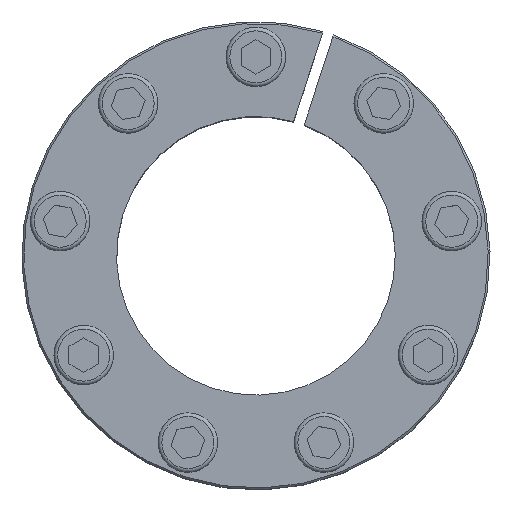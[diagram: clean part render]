
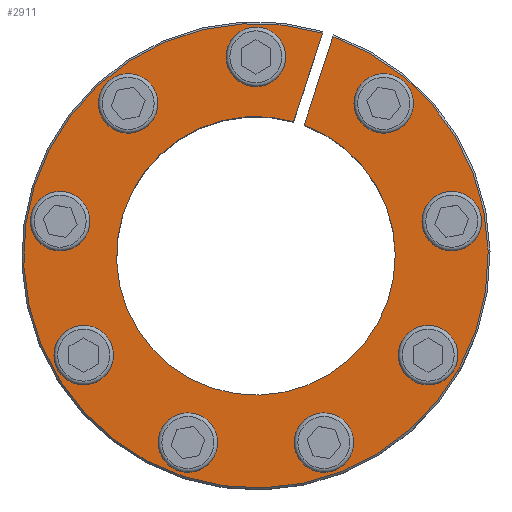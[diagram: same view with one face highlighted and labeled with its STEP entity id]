
A CAD part, top view. The second image highlights one B-rep face of the part: STEP entity #2911.
In plain terms, the highlighted planar face has unit normal (0, 0, 1).
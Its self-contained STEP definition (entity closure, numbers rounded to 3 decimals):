
#223=LINE('',#5435,#427);
#227=LINE('',#5444,#431);
#427=VECTOR('',#3903,1.);
#431=VECTOR('',#3909,1.);
#538=PLANE('',#3219);
#622=FACE_BOUND('',#1054,.T.);
#623=FACE_BOUND('',#1055,.T.);
#624=FACE_BOUND('',#1056,.T.);
#625=FACE_BOUND('',#1057,.T.);
#626=FACE_BOUND('',#1058,.T.);
#627=FACE_BOUND('',#1059,.T.);
#628=FACE_BOUND('',#1060,.T.);
#629=FACE_BOUND('',#1061,.T.);
#630=FACE_BOUND('',#1062,.T.);
#827=FACE_OUTER_BOUND('',#1053,.T.);
#1053=EDGE_LOOP('',(#2544,#2545,#2546,#2547));
#1054=EDGE_LOOP('',(#2548));
#1055=EDGE_LOOP('',(#2549));
#1056=EDGE_LOOP('',(#2550));
#1057=EDGE_LOOP('',(#2551));
#1058=EDGE_LOOP('',(#2552));
#1059=EDGE_LOOP('',(#2553));
#1060=EDGE_LOOP('',(#2554));
#1061=EDGE_LOOP('',(#2555));
#1062=EDGE_LOOP('',(#2556));
#1069=CIRCLE('',#2951,8.);
#1076=CIRCLE('',#2971,8.);
#1083=CIRCLE('',#2991,8.);
#1090=CIRCLE('',#3011,8.);
#1097=CIRCLE('',#3031,8.);
#1104=CIRCLE('',#3051,8.);
#1111=CIRCLE('',#3071,8.);
#1118=CIRCLE('',#3091,8.);
#1125=CIRCLE('',#3111,8.);
#1184=CIRCLE('',#3216,62.5);
#1185=CIRCLE('',#3218,37.5);
#1207=VERTEX_POINT('',#4117);
#1229=VERTEX_POINT('',#4233);
#1251=VERTEX_POINT('',#4349);
#1273=VERTEX_POINT('',#4465);
#1295=VERTEX_POINT('',#4581);
#1317=VERTEX_POINT('',#4697);
#1339=VERTEX_POINT('',#4813);
#1361=VERTEX_POINT('',#4929);
#1383=VERTEX_POINT('',#5043);
#1417=VERTEX_POINT('',#5402);
#1431=VERTEX_POINT('',#5433);
#1433=VERTEX_POINT('',#5440);
#1435=VERTEX_POINT('',#5443);
#1477=EDGE_CURVE('',#1207,#1207,#1069,.T.);
#1505=EDGE_CURVE('',#1229,#1229,#1076,.T.);
#1533=EDGE_CURVE('',#1251,#1251,#1083,.T.);
#1561=EDGE_CURVE('',#1273,#1273,#1090,.T.);
#1589=EDGE_CURVE('',#1295,#1295,#1097,.T.);
#1617=EDGE_CURVE('',#1317,#1317,#1104,.T.);
#1645=EDGE_CURVE('',#1339,#1339,#1111,.T.);
#1673=EDGE_CURVE('',#1361,#1361,#1118,.T.);
#1701=EDGE_CURVE('',#1383,#1383,#1125,.T.);
#1779=EDGE_CURVE('',#1417,#1431,#223,.T.);
#1783=EDGE_CURVE('',#1435,#1433,#227,.T.);
#1817=EDGE_CURVE('',#1417,#1433,#1184,.T.);
#1818=EDGE_CURVE('',#1431,#1435,#1185,.T.);
#2544=ORIENTED_EDGE('',*,*,#1779,.T.);
#2545=ORIENTED_EDGE('',*,*,#1818,.T.);
#2546=ORIENTED_EDGE('',*,*,#1783,.T.);
#2547=ORIENTED_EDGE('',*,*,#1817,.F.);
#2548=ORIENTED_EDGE('',*,*,#1477,.T.);
#2549=ORIENTED_EDGE('',*,*,#1505,.T.);
#2550=ORIENTED_EDGE('',*,*,#1533,.T.);
#2551=ORIENTED_EDGE('',*,*,#1561,.T.);
#2552=ORIENTED_EDGE('',*,*,#1589,.T.);
#2553=ORIENTED_EDGE('',*,*,#1617,.T.);
#2554=ORIENTED_EDGE('',*,*,#1645,.T.);
#2555=ORIENTED_EDGE('',*,*,#1673,.T.);
#2556=ORIENTED_EDGE('',*,*,#1701,.T.);
#2911=ADVANCED_FACE('',(#827,#622,#623,#624,#625,#626,#627,#628,#629,#630),
#538,.T.);
#2951=AXIS2_PLACEMENT_3D('',#4118,#3278,#3279);
#2971=AXIS2_PLACEMENT_3D('',#4234,#3336,#3337);
#2991=AXIS2_PLACEMENT_3D('',#4350,#3394,#3395);
#3011=AXIS2_PLACEMENT_3D('',#4466,#3452,#3453);
#3031=AXIS2_PLACEMENT_3D('',#4582,#3510,#3511);
#3051=AXIS2_PLACEMENT_3D('',#4698,#3568,#3569);
#3071=AXIS2_PLACEMENT_3D('',#4814,#3626,#3627);
#3091=AXIS2_PLACEMENT_3D('',#4930,#3684,#3685);
#3111=AXIS2_PLACEMENT_3D('',#5044,#3742,#3743);
#3216=AXIS2_PLACEMENT_3D('',#5512,#3994,#3995);
#3218=AXIS2_PLACEMENT_3D('',#5514,#3998,#3999);
#3219=AXIS2_PLACEMENT_3D('',#5515,#4000,#4001);
#3278=DIRECTION('center_axis',(0.,0.,
-1.));
#3279=DIRECTION('ref_axis',(-0.643,0.766,0.));
#3336=DIRECTION('center_axis',(0.,0.,
-1.));
#3337=DIRECTION('ref_axis',(-0.985,0.174,0.));
#3394=DIRECTION('center_axis',(0.,0.,
-1.));
#3395=DIRECTION('ref_axis',(-0.866,-0.5,0.));
#3452=DIRECTION('center_axis',(0.,0.,
-1.));
#3453=DIRECTION('ref_axis',(-0.342,-0.94,0.));
#3510=DIRECTION('center_axis',(0.,0.,
-1.));
#3511=DIRECTION('ref_axis',(0.342,-0.94,0.));
#3568=DIRECTION('center_axis',(0.,0.,
-1.));
#3569=DIRECTION('ref_axis',(0.866,-0.5,0.));
#3626=DIRECTION('center_axis',(0.,0.,
-1.));
#3627=DIRECTION('ref_axis',(0.985,0.174,0.));
#3684=DIRECTION('center_axis',(0.,0.,
-1.));
#3685=DIRECTION('ref_axis',(0.643,0.766,0.));
#3742=DIRECTION('center_axis',(0.,0.,
-1.));
#3743=DIRECTION('ref_axis',(0.,1.,0.));
#3903=DIRECTION('',(-0.309,-0.951,0.));
#3909=DIRECTION('',(0.309,0.951,0.));
#3994=DIRECTION('center_axis',(0.,0.,-1.));
#3995=DIRECTION('ref_axis',(0.,1.,0.));
#3998=DIRECTION('center_axis',(0.,0.,-1.));
#3999=DIRECTION('ref_axis',(0.,1.,0.));
#4000=DIRECTION('center_axis',(0.,0.,
1.));
#4001=DIRECTION('ref_axis',(0.,-1.,0.));
#4117=CARTESIAN_POINT('',(-39.531,47.112,0.));
#4118=CARTESIAN_POINT('Origin',(-34.389,40.983,0.));
#4233=CARTESIAN_POINT('',(-60.566,10.679,0.));
#4234=CARTESIAN_POINT('Origin',(-52.687,9.29,0.));
#4349=CARTESIAN_POINT('',(-53.261,-30.75,0.));
#4350=CARTESIAN_POINT('Origin',(-46.332,-26.75,0.));
#4465=CARTESIAN_POINT('',(-21.034,-57.791,0.));
#4466=CARTESIAN_POINT('Origin',(-18.298,-50.274,0.));
#4581=CARTESIAN_POINT('',(21.034,-57.791,0.));
#4582=CARTESIAN_POINT('Origin',(18.298,-50.274,0.));
#4697=CARTESIAN_POINT('',(53.261,-30.75,0.));
#4698=CARTESIAN_POINT('Origin',(46.332,-26.75,0.));
#4813=CARTESIAN_POINT('',(60.566,10.679,0.));
#4814=CARTESIAN_POINT('Origin',(52.687,9.29,0.));
#4929=CARTESIAN_POINT('',(39.531,47.112,0.));
#4930=CARTESIAN_POINT('Origin',(34.389,40.983,0.));
#5043=CARTESIAN_POINT('',(0.,61.5,0.));
#5044=CARTESIAN_POINT('Origin',(0.,53.5,0.));
#5402=CARTESIAN_POINT('',(20.735,58.96,0.));
#5433=CARTESIAN_POINT('',(13.005,35.173,0.));
#5435=CARTESIAN_POINT('',(18.508,52.107,0.));
#5440=CARTESIAN_POINT('',(17.881,59.887,0.));
#5443=CARTESIAN_POINT('',(10.152,36.1,0.));
#5444=CARTESIAN_POINT('',(15.655,53.035,0.));
#5512=CARTESIAN_POINT('Origin',(0.,0.,0.));
#5514=CARTESIAN_POINT('Origin',(0.,0.,0.));
#5515=CARTESIAN_POINT('Origin',(0.,50.,0.));
